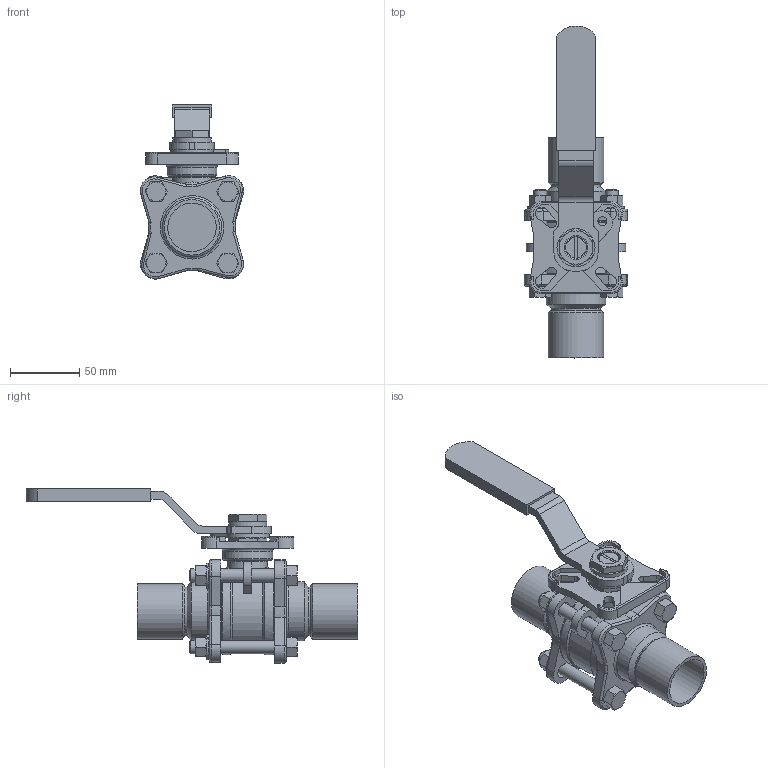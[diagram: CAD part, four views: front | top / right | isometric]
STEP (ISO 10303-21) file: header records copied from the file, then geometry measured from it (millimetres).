
FILE_DESCRIPTION(/* description */ ('Unknown'),/* implementation_level */ '2;1');
FILE_NAME(/* name */ 'F31DN35',/* time_stamp */ '2019-10-25T12:12:22+02:00',/* author */ ('Unknown'),/* organization */ ('Unknown'),/* preprocessor_version */ 'ST-DEVELOPER v16.7',/* originating_system */ 'DEX',/* authorisation */ $);
FILE_SCHEMA (('AUTOMOTIVE_DESIGN {1 0 10303 214 3 1 1}'));
Length unit declared in the file: millimetre
Products named in the file (3): F31DN35; 202607; F21DN35
Assembly tree (3 placements, depth 2):
  F31DN35
    202607
    F21DN35  x2
Bounding box: 74.58 x 239.3 x 125.59 mm (x, y, z)
Volume: 255092.4 mm3; surface area: 120059.9 mm2
Topology: 6 solids, 8 shells, 624 faces, 1530 edges, 949 vertices
Faces by surface type: plane 262, cylinder 169, cone 151, torus 36, sphere 4, bspline 2
Full cylindrical faces by diameter (mm): 6.5 x1, 9.525 x8, 10.7 x4, 11 x2, 14.5 x1, 15.6 x1, 17.95 x1, 18 x2, 18.1 x7, 18.4 x2, 18.5 x1, 22.5 x4, 22.7 x2, 27.5 x3, 28.5 x2, 32 x6, 32.5 x1, 35 x4, 36 x1, 40 x2, 42.7 x2, 52 x1, 58.7 x2, 62.5 x2
Entity records: 21826 total; most frequent: CARTESIAN_POINT 3948, DIRECTION 2931, ORIENTED_EDGE 2742, EDGE_CURVE 1371, AXIS2_PLACEMENT_3D 1210, VERTEX_POINT 901, EDGE_LOOP 796, FACE_BOUND 796
